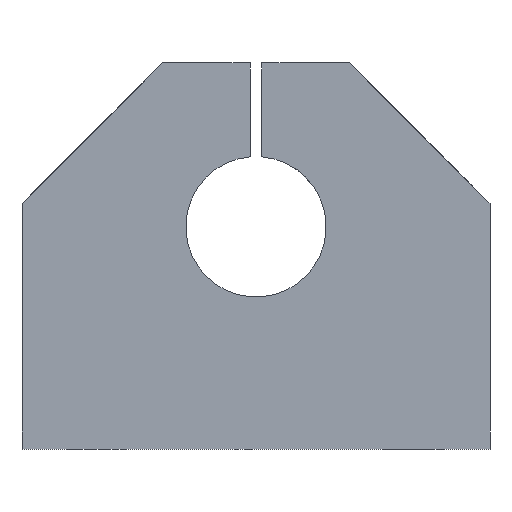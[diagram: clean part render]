
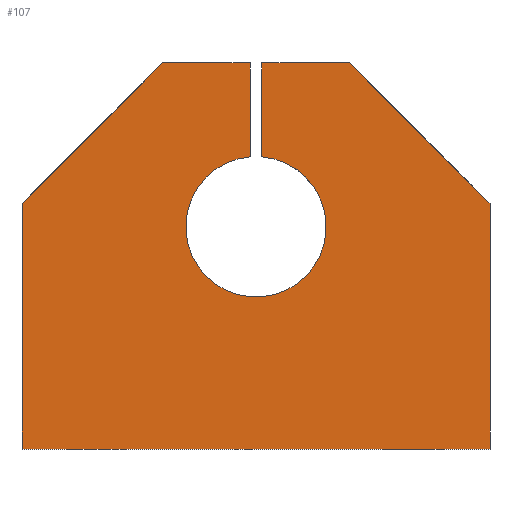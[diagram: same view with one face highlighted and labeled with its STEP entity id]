
A CAD part, front view. The second image highlights one B-rep face of the part: STEP entity #107.
In plain terms, the highlighted planar face has unit normal (0, -1, 0).
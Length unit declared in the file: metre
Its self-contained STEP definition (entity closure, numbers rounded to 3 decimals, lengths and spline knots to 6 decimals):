
#107 = ADVANCED_FACE( '', ( #224 ), #225, .F. );
#224 = FACE_OUTER_BOUND( '', #334, .T. );
#225 = PLANE( '', #335 );
#334 = EDGE_LOOP( '', ( #559, #560, #561, #562, #563, #564, #565, #566, #567, #568 ) );
#335 = AXIS2_PLACEMENT_3D( '', #569, #570, #571 );
#559 = ORIENTED_EDGE( '', *, *, #595, .T. );
#560 = ORIENTED_EDGE( '', *, *, #660, .F. );
#561 = ORIENTED_EDGE( '', *, *, #670, .F. );
#562 = ORIENTED_EDGE( '', *, *, #667, .F. );
#563 = ORIENTED_EDGE( '', *, *, #606, .F. );
#564 = ORIENTED_EDGE( '', *, *, #634, .F. );
#565 = ORIENTED_EDGE( '', *, *, #641, .F. );
#566 = ORIENTED_EDGE( '', *, *, #600, .F. );
#567 = ORIENTED_EDGE( '', *, *, #646, .T. );
#568 = ORIENTED_EDGE( '', *, *, #589, .T. );
#569 = CARTESIAN_POINT( '', ( -0.02, -0.009, 0. ) );
#570 = DIRECTION( '', ( 0., 1., 0. ) );
#571 = DIRECTION( '', ( 0., 0., 1. ) );
#589 = EDGE_CURVE( '', #687, #685, #688, .T. );
#595 = EDGE_CURVE( '', #685, #696, #698, .T. );
#600 = EDGE_CURVE( '', #704, #706, #707, .T. );
#606 = EDGE_CURVE( '', #715, #717, #718, .T. );
#634 = EDGE_CURVE( '', #759, #715, #761, .T. );
#641 = EDGE_CURVE( '', #706, #759, #769, .T. );
#646 = EDGE_CURVE( '', #704, #687, #776, .T. );
#660 = EDGE_CURVE( '', #794, #696, #795, .T. );
#667 = EDGE_CURVE( '', #717, #802, #803, .T. );
#670 = EDGE_CURVE( '', #802, #794, #806, .T. );
#685 = VERTEX_POINT( '', #825 );
#687 = VERTEX_POINT( '', #828 );
#688 = CIRCLE( '', #829, 0.006 );
#696 = VERTEX_POINT( '', #848 );
#698 = LINE( '', #851, #852 );
#704 = VERTEX_POINT( '', #860 );
#706 = VERTEX_POINT( '', #863 );
#707 = LINE( '', #864, #865 );
#715 = VERTEX_POINT( '', #875 );
#717 = VERTEX_POINT( '', #878 );
#718 = LINE( '', #879, #880 );
#759 = VERTEX_POINT( '', #1012 );
#761 = LINE( '', #1015, #1016 );
#769 = LINE( '', #1028, #1029 );
#776 = LINE( '', #1036, #1037 );
#794 = VERTEX_POINT( '', #1060 );
#795 = LINE( '', #1061, #1062 );
#802 = VERTEX_POINT( '', #1070 );
#803 = LINE( '', #1071, #1072 );
#806 = LINE( '', #1076, #1077 );
#825 = CARTESIAN_POINT( '', ( -0.0005, -0.009, 0.024979 ) );
#828 = CARTESIAN_POINT( '', ( 0.0005, -0.009, 0.024979 ) );
#829 = AXIS2_PLACEMENT_3D( '', #1087, #1088, #1089 );
#848 = CARTESIAN_POINT( '', ( -0.0005, -0.009, 0.033 ) );
#851 = CARTESIAN_POINT( '', ( -0.0005, -0.009, 0.019 ) );
#852 = VECTOR( '', #1093, 1. );
#860 = CARTESIAN_POINT( '', ( 0.0005, -0.009, 0.033 ) );
#863 = CARTESIAN_POINT( '', ( 0.008, -0.009, 0.033 ) );
#864 = CARTESIAN_POINT( '', ( -0.008, -0.009, 0.033 ) );
#865 = VECTOR( '', #1097, 1. );
#875 = CARTESIAN_POINT( '', ( 0.02, -0.009, 0. ) );
#878 = CARTESIAN_POINT( '', ( -0.02, -0.009, 0. ) );
#879 = CARTESIAN_POINT( '', ( 0.02, -0.009, 0. ) );
#880 = VECTOR( '', #1104, 1. );
#1012 = CARTESIAN_POINT( '', ( 0.02, -0.009, 0.021 ) );
#1015 = CARTESIAN_POINT( '', ( 0.02, -0.009, 0.021 ) );
#1016 = VECTOR( '', #1136, 1. );
#1028 = CARTESIAN_POINT( '', ( 0.008, -0.009, 0.033 ) );
#1029 = VECTOR( '', #1141, 1. );
#1036 = CARTESIAN_POINT( '', ( 0.0005, -0.009, 0.033 ) );
#1037 = VECTOR( '', #1148, 1. );
#1060 = CARTESIAN_POINT( '', ( -0.008, -0.009, 0.033 ) );
#1061 = CARTESIAN_POINT( '', ( -0.008, -0.009, 0.033 ) );
#1062 = VECTOR( '', #1160, 1. );
#1070 = CARTESIAN_POINT( '', ( -0.02, -0.009, 0.021 ) );
#1071 = CARTESIAN_POINT( '', ( -0.02, -0.009, 0. ) );
#1072 = VECTOR( '', #1162, 1. );
#1076 = CARTESIAN_POINT( '', ( -0.02, -0.009, 0.021 ) );
#1077 = VECTOR( '', #1164, 1. );
#1087 = CARTESIAN_POINT( '', ( 0., -0.009, 0.019 ) );
#1088 = DIRECTION( '', ( 0., 1., 0. ) );
#1089 = DIRECTION( '', ( 1., 0., 0. ) );
#1093 = DIRECTION( '', ( 0., 0., 1. ) );
#1097 = DIRECTION( '', ( 1., 0., 0. ) );
#1104 = DIRECTION( '', ( -1., 0., 0. ) );
#1136 = DIRECTION( '', ( 0., 0., -1. ) );
#1141 = DIRECTION( '', ( 0.707, 0., -0.707 ) );
#1148 = DIRECTION( '', ( 0., 0., -1. ) );
#1160 = DIRECTION( '', ( 1., 0., 0. ) );
#1162 = DIRECTION( '', ( 0., 0., 1. ) );
#1164 = DIRECTION( '', ( 0.707, 0., 0.707 ) );
